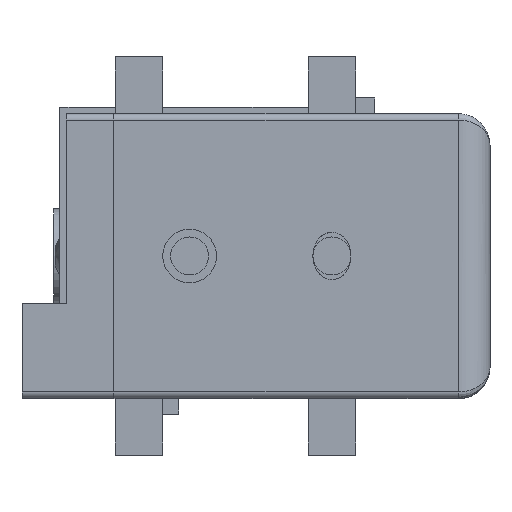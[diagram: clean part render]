
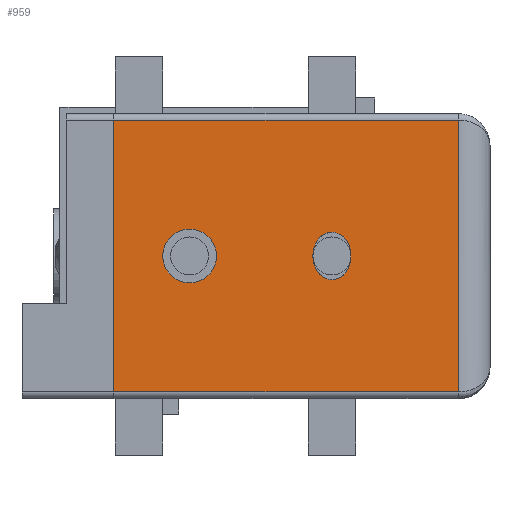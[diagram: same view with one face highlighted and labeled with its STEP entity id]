
A CAD part, top view. The second image highlights one B-rep face of the part: STEP entity #959.
In plain terms, the highlighted face is planar.
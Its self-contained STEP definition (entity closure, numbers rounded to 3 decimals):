
#191 = CARTESIAN_POINT ( 'NONE',  ( -4.3, 0., -1. ) ) ;
#313 = VERTEX_POINT ( 'NONE', #2528 ) ;
#357 = CARTESIAN_POINT ( 'NONE',  ( -4.3, 0., -11.9 ) ) ;
#410 = CARTESIAN_POINT ( 'NONE',  ( 0.75, 0., -5. ) ) ;
#487 = EDGE_CURVE ( 'NONE', #5835, #736, #4219, .T. ) ;
#503 = FACE_BOUND ( 'NONE', #3270, .T. ) ;
#589 = CARTESIAN_POINT ( 'NONE',  ( 0., 0., -9.5 ) ) ;
#664 = DIRECTION ( 'NONE',  ( 0., -1., 0. ) ) ;
#736 = VERTEX_POINT ( 'NONE', #5631 ) ;
#927 = DIRECTION ( 'NONE',  ( 0., 0., 1. ) ) ;
#959 = ADVANCED_FACE ( 'NONE', ( #503, #4985, #2349 ), #1477, .T. ) ;
#1087 =( BOUNDED_CURVE ( )  B_SPLINE_CURVE ( 3, ( #6091, #3243, #5647, #410 ),
 .UNSPECIFIED., .F., .F. ) 
 B_SPLINE_CURVE_WITH_KNOTS ( ( 4, 4 ),
 ( 0., 0.002 ),
 .UNSPECIFIED. ) 
 CURVE ( )  GEOMETRIC_REPRESENTATION_ITEM ( )  RATIONAL_B_SPLINE_CURVE ( ( 1., 0.333, 0.333, 1. ) ) 
 REPRESENTATION_ITEM ( '' )  );
#1254 = EDGE_LOOP ( 'NONE', ( #2019, #2853 ) ) ;
#1337 = CARTESIAN_POINT ( 'NONE',  ( 0., 0., -9.5 ) ) ;
#1364 = AXIS2_PLACEMENT_3D ( 'NONE', #589, #2533, #3023 ) ;
#1367 = VERTEX_POINT ( 'NONE', #5275 ) ;
#1419 = DIRECTION ( 'NONE',  ( -1., 0., 0. ) ) ;
#1477 = PLANE ( 'NONE',  #2453 ) ;
#1712 = CARTESIAN_POINT ( 'NONE',  ( -4.5, 0., -11.9 ) ) ;
#1732 = CARTESIAN_POINT ( 'NONE',  ( 0.75, 0., -5. ) ) ;
#1737 = LINE ( 'NONE', #357, #3874 ) ;
#1980 = EDGE_LOOP ( 'NONE', ( #2762, #2543, #3031, #3866 ) ) ;
#2019 = ORIENTED_EDGE ( 'NONE', *, *, #3799, .T. ) ;
#2249 = CARTESIAN_POINT ( 'NONE',  ( 4.3, 0., -1. ) ) ;
#2333 = DIRECTION ( 'NONE',  ( 0., 0., -1. ) ) ;
#2349 = FACE_OUTER_BOUND ( 'NONE', #1980, .T. ) ;
#2453 = AXIS2_PLACEMENT_3D ( 'NONE', #2970, #664, #3429 ) ;
#2528 = CARTESIAN_POINT ( 'NONE',  ( 0., 0., -10.35 ) ) ;
#2533 = DIRECTION ( 'NONE',  ( 0., 1., 0. ) ) ;
#2543 = ORIENTED_EDGE ( 'NONE', *, *, #6086, .T. ) ;
#2601 = DIRECTION ( 'NONE',  ( 0., 0., -1. ) ) ;
#2704 = CARTESIAN_POINT ( 'NONE',  ( 0.75, 0., -6.2 ) ) ;
#2741 = CARTESIAN_POINT ( 'NONE',  ( 4.3, 0., -11.9 ) ) ;
#2751 = LINE ( 'NONE', #4658, #3986 ) ;
#2762 = ORIENTED_EDGE ( 'NONE', *, *, #5363, .T. ) ;
#2832 = AXIS2_PLACEMENT_3D ( 'NONE', #1337, #5127, #2333 ) ;
#2853 = ORIENTED_EDGE ( 'NONE', *, *, #487, .T. ) ;
#2970 = CARTESIAN_POINT ( 'NONE',  ( -4.5, 0., -11.9 ) ) ;
#3023 = DIRECTION ( 'NONE',  ( 0., 0., -1. ) ) ;
#3031 = ORIENTED_EDGE ( 'NONE', *, *, #5185, .T. ) ;
#3243 = CARTESIAN_POINT ( 'NONE',  ( -0.75, 0., -3.8 ) ) ;
#3254 = VECTOR ( 'NONE', #4685, 1000. ) ;
#3270 = EDGE_LOOP ( 'NONE', ( #4984, #5860 ) ) ;
#3429 = DIRECTION ( 'NONE',  ( 0., 0., -1. ) ) ;
#3451 = VECTOR ( 'NONE', #1419, 1000. ) ;
#3706 = VERTEX_POINT ( 'NONE', #191 ) ;
#3799 = EDGE_CURVE ( 'NONE', #736, #5835, #1087, .T. ) ;
#3806 = EDGE_CURVE ( 'NONE', #1367, #313, #5715, .T. ) ;
#3866 = ORIENTED_EDGE ( 'NONE', *, *, #4537, .T. ) ;
#3874 = VECTOR ( 'NONE', #2601, 1000. ) ;
#3986 = VECTOR ( 'NONE', #927, 1000. ) ;
#4123 = LINE ( 'NONE', #4251, #3451 ) ;
#4219 =( BOUNDED_CURVE ( )  B_SPLINE_CURVE ( 3, ( #1732, #2704, #5999, #5098 ),
 .UNSPECIFIED., .F., .F. ) 
 B_SPLINE_CURVE_WITH_KNOTS ( ( 4, 4 ),
 ( 0., 0.002 ),
 .UNSPECIFIED. ) 
 CURVE ( )  GEOMETRIC_REPRESENTATION_ITEM ( )  RATIONAL_B_SPLINE_CURVE ( ( 1., 0.333, 0.333, 1. ) ) 
 REPRESENTATION_ITEM ( '' )  );
#4251 = CARTESIAN_POINT ( 'NONE',  ( -4.5, 0., -1. ) ) ;
#4387 = VERTEX_POINT ( 'NONE', #2741 ) ;
#4500 = CIRCLE ( 'NONE', #1364, 0.85 ) ;
#4537 = EDGE_CURVE ( 'NONE', #4387, #6057, #2751, .T. ) ;
#4658 = CARTESIAN_POINT ( 'NONE',  ( 4.3, 0., -11.9 ) ) ;
#4685 = DIRECTION ( 'NONE',  ( 1., 0., 0. ) ) ;
#4742 = EDGE_CURVE ( 'NONE', #313, #1367, #4500, .T. ) ;
#4814 = CARTESIAN_POINT ( 'NONE',  ( 0.75, 0., -5. ) ) ;
#4924 = LINE ( 'NONE', #1712, #3254 ) ;
#4984 = ORIENTED_EDGE ( 'NONE', *, *, #4742, .T. ) ;
#4985 = FACE_BOUND ( 'NONE', #1254, .T. ) ;
#5098 = CARTESIAN_POINT ( 'NONE',  ( -0.75, 0., -5. ) ) ;
#5127 = DIRECTION ( 'NONE',  ( 0., 1., 0. ) ) ;
#5155 = CARTESIAN_POINT ( 'NONE',  ( -4.3, 0., -11.9 ) ) ;
#5185 = EDGE_CURVE ( 'NONE', #5204, #4387, #4924, .T. ) ;
#5204 = VERTEX_POINT ( 'NONE', #5155 ) ;
#5275 = CARTESIAN_POINT ( 'NONE',  ( 0., 0., -8.65 ) ) ;
#5363 = EDGE_CURVE ( 'NONE', #6057, #3706, #4123, .T. ) ;
#5631 = CARTESIAN_POINT ( 'NONE',  ( -0.75, 0., -5. ) ) ;
#5647 = CARTESIAN_POINT ( 'NONE',  ( 0.75, 0., -3.8 ) ) ;
#5715 = CIRCLE ( 'NONE', #2832, 0.85 ) ;
#5835 = VERTEX_POINT ( 'NONE', #4814 ) ;
#5860 = ORIENTED_EDGE ( 'NONE', *, *, #3806, .T. ) ;
#5999 = CARTESIAN_POINT ( 'NONE',  ( -0.75, 0., -6.2 ) ) ;
#6057 = VERTEX_POINT ( 'NONE', #2249 ) ;
#6086 = EDGE_CURVE ( 'NONE', #3706, #5204, #1737, .T. ) ;
#6091 = CARTESIAN_POINT ( 'NONE',  ( -0.75, 0., -5. ) ) ;
